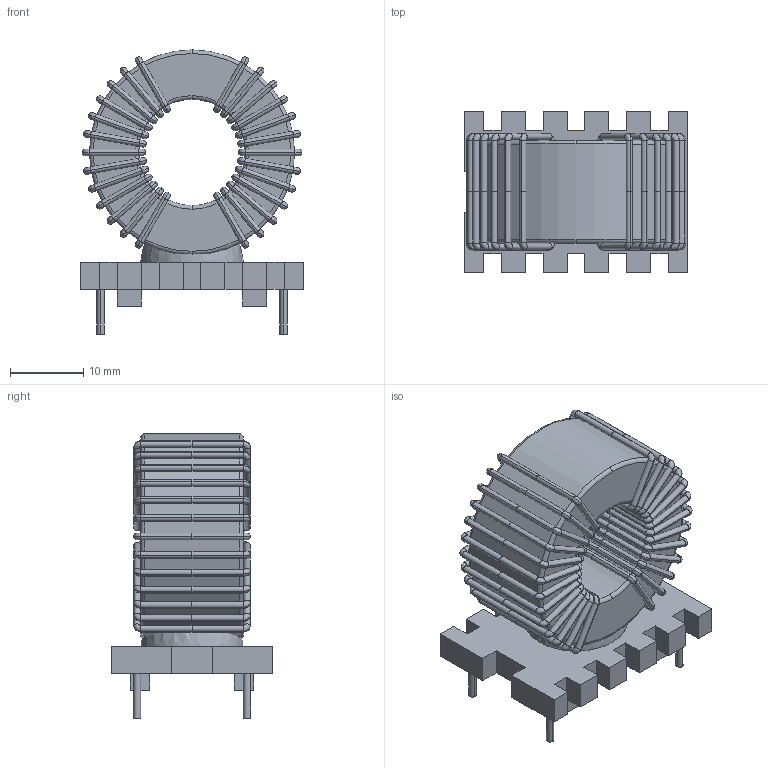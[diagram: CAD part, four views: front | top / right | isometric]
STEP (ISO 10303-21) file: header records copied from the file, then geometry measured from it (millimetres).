
FILE_DESCRIPTION((''),'2;1');
FILE_NAME('IND_WURTH_WE-CMB-XL.stp','2011-01-17T13:48:44',(''),(''),'Mechanical Desktop 2011','Mechanical Desktop 2011',', , ');
FILE_SCHEMA(('AUTOMOTIVE_DESIGN { 1 2 10303 214 1 1 1 1 }'));
Length unit declared in the file: millimetre
Products named in the file (1): Product
Bounding box: 30.4 x 22 x 38.8 mm (x, y, z)
Volume: 10039 mm3; surface area: 8565.9 mm2
Topology: 63 solids, 63 shells, 730 faces, 1405 edges, 799 vertices
Faces by surface type: bspline 324, cylinder 168, plane 125, torus 112, sphere 1
Entity records: 27478 total; most frequent: CARTESIAN_POINT 13233, DIRECTION 3104, ORIENTED_EDGE 2806, EDGE_CURVE 1403, AXIS2_PLACEMENT_3D 1294, CIRCLE 887, VERTEX_POINT 799, EDGE_LOOP 732
